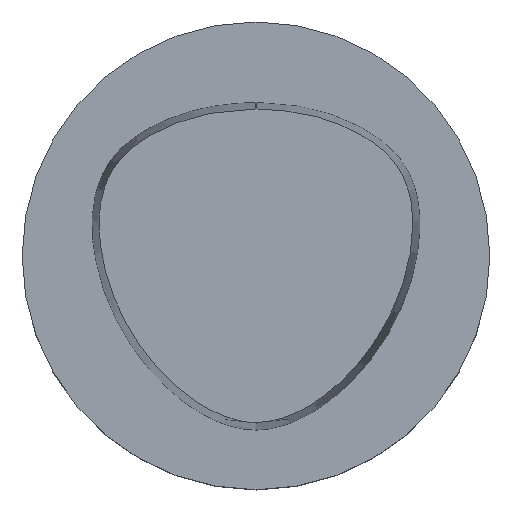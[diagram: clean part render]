
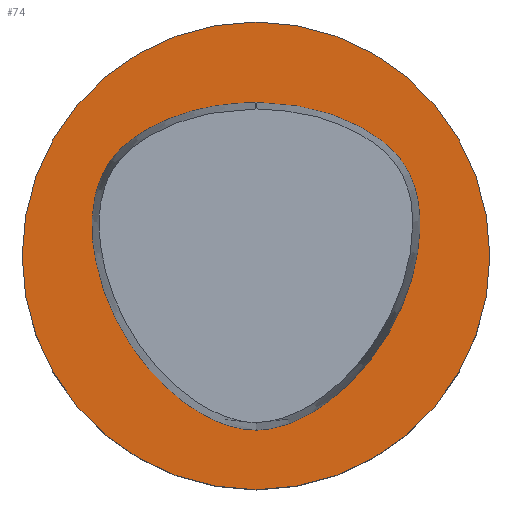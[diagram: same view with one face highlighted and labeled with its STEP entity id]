
A CAD part, top view. The second image highlights one B-rep face of the part: STEP entity #74.
In plain terms, the highlighted planar face has unit normal (0, 0, 1).
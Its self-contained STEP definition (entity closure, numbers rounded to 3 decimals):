
#74=ADVANCED_FACE('Unnamed[1]',(#193,#194),#195,.T.);
#85=EDGE_CURVE('Unnamed[1]',#211,#212,#213,.T.);
#87=EDGE_CURVE('Unnamed[1]',#212,#215,#216,.T.);
#118=EDGE_CURVE('Unnamed[1]',#215,#211,#261,.T.);
#120=EDGE_CURVE('Unnamed[1]',#263,#263,#264,.T.);
#193=FACE_BOUND('',#351,.T.);
#194=FACE_OUTER_BOUND('',#352,.T.);
#195=PLANE('',#353);
#211=VERTEX_POINT('',#373);
#212=VERTEX_POINT('',#374);
#213=B_SPLINE_CURVE_WITH_KNOTS('',3,(#375,#376,#377,#378,#379,#380,#381,#382,#383,#384,#385,#386,#387,#388,#389,#390,#391,#392),.UNSPECIFIED.,.F.,.F.,(4,1,1,1,1,1,1,1,1,2,1,1,1,1,4),(-6.615,-6.202,-5.788,-5.375,-4.961,-4.134,-3.308,-2.894,-2.481,-2.067,-1.654,-1.24,-0.827,-0.413,0.0),.UNSPECIFIED.);
#215=VERTEX_POINT('',#395);
#216=CIRCLE('',#396,0.95);
#261=B_SPLINE_CURVE_WITH_KNOTS('',3,(#454,#455,#456,#457,#458,#459,#460,#461,#462,#463,#464,#465,#466,#467,#468,#469,#470),.UNSPECIFIED.,.F.,.F.,(4,1,1,1,1,1,1,1,1,1,1,1,1,1,4),(-13.23,-12.817,-12.403,-11.99,-11.576,-11.163,-10.956,-10.75,-10.336,-9.923,-9.096,-8.269,-7.442,-7.029,-6.615),.UNSPECIFIED.);
#263=VERTEX_POINT('',#473);
#264=CIRCLE('',#474,31.5);
#351=EDGE_LOOP('',(#738,#739,#740));
#352=EDGE_LOOP('',(#741));
#353=AXIS2_PLACEMENT_3D('',#742,#743,#744);
#373=CARTESIAN_POINT('',(0.044,-23.469,0.));
#374=CARTESIAN_POINT('',(-0.045,20.677,0.));
#375=CARTESIAN_POINT('',(0.044,-23.469,0.));
#376=CARTESIAN_POINT('',(-1.471,-23.477,0.));
#377=CARTESIAN_POINT('',(-4.439,-22.821,0.));
#378=CARTESIAN_POINT('',(-8.35,-20.8,0.));
#379=CARTESIAN_POINT('',(-11.745,-18.156,0.));
#380=CARTESIAN_POINT('',(-15.699,-14.041,0.));
#381=CARTESIAN_POINT('',(-19.535,-8.006,0.));
#382=CARTESIAN_POINT('',(-21.721,-1.161,0.0));
#383=CARTESIAN_POINT('',(-22.249,4.55,0.0));
#384=CARTESIAN_POINT('',(-21.665,9.002,0.0));
#385=CARTESIAN_POINT('',(-20.395,11.778,0.0));
#386=CARTESIAN_POINT('',(-18.593,14.198,0.0));
#387=CARTESIAN_POINT('',(-16.323,16.178,0.0));
#388=CARTESIAN_POINT('',(-12.508,18.252,0.));
#389=CARTESIAN_POINT('',(-8.468,19.679,0.));
#390=CARTESIAN_POINT('',(-4.23,20.488,0.));
#391=CARTESIAN_POINT('',(-1.423,20.613,0.));
#392=CARTESIAN_POINT('',(-0.045,20.677,0.));
#395=CARTESIAN_POINT('',(0.045,20.677,0.));
#396=AXIS2_PLACEMENT_3D('',#764,#765,#766);
#454=CARTESIAN_POINT('',(0.045,20.677,0.));
#455=CARTESIAN_POINT('',(1.424,20.61,0.));
#456=CARTESIAN_POINT('',(4.223,20.484,0.));
#457=CARTESIAN_POINT('',(8.472,19.689,0.));
#458=CARTESIAN_POINT('',(12.514,18.243,0.0));
#459=CARTESIAN_POINT('',(16.304,16.173,0.));
#460=CARTESIAN_POINT('',(19.145,13.704,0.));
#461=CARTESIAN_POINT('',(20.732,11.101,0.0));
#462=CARTESIAN_POINT('',(21.783,8.281,0.));
#463=CARTESIAN_POINT('',(22.226,4.609,0.0));
#464=CARTESIAN_POINT('',(21.744,-1.113,0.0));
#465=CARTESIAN_POINT('',(19.552,-7.954,0.0));
#466=CARTESIAN_POINT('',(14.957,-15.209,0.0));
#467=CARTESIAN_POINT('',(9.668,-20.083,0.));
#468=CARTESIAN_POINT('',(4.516,-22.795,0.));
#469=CARTESIAN_POINT('',(1.559,-23.461,0.));
#470=CARTESIAN_POINT('',(0.044,-23.469,0.));
#473=CARTESIAN_POINT('',(0.,31.5,0.));
#474=AXIS2_PLACEMENT_3D('',#810,#811,#812);
#738=ORIENTED_EDGE('',*,*,#118,.T.);
#739=ORIENTED_EDGE('',*,*,#85,.T.);
#740=ORIENTED_EDGE('',*,*,#87,.T.);
#741=ORIENTED_EDGE('',*,*,#120,.F.);
#742=CARTESIAN_POINT('',(0.,15.75,0.));
#743=DIRECTION('',(0.,0.,1.0));
#744=DIRECTION('',(0.,-1.0,0.));
#764=CARTESIAN_POINT('',(-0.001,19.728,0.));
#765=DIRECTION('',(0.,0.,-1.0));
#766=DIRECTION('',(-0.046,0.999,0.));
#810=CARTESIAN_POINT('',(0.0,0.0,0.0));
#811=DIRECTION('',(0.,0.,-1.0));
#812=DIRECTION('',(0.,1.0,0.));
